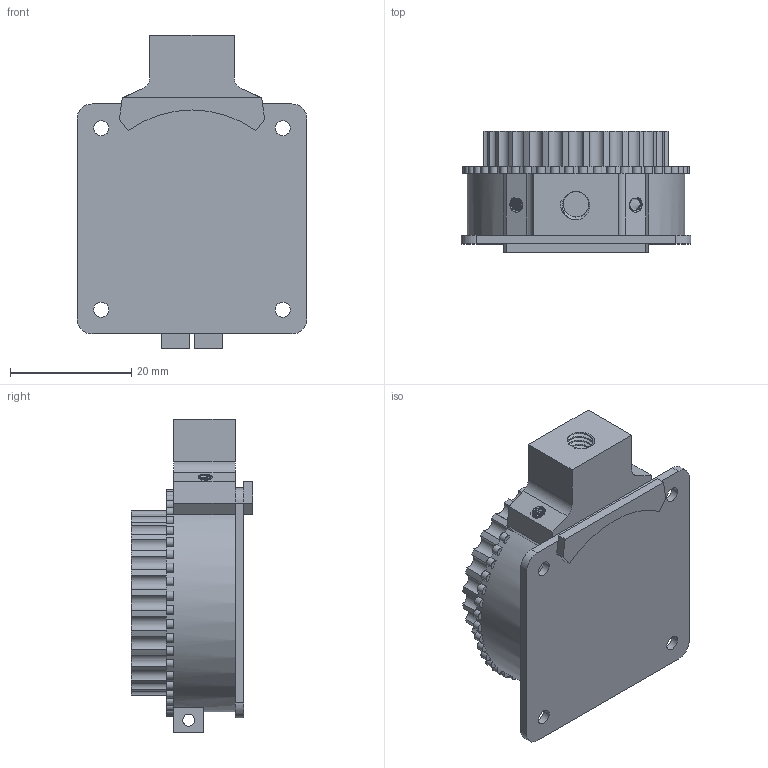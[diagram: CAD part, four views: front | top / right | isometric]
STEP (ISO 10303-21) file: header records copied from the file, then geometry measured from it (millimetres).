
FILE_DESCRIPTION(/* description */ (''),/* implementation_level */ '2;1');
FILE_NAME(/* name */ 'Raspberry Pi HQ Camera.step',/* time_stamp */ '2020-05-11T22:12:13+02:00',/* author */ (''),/* organization */ (''),/* preprocessor_version */ 'ST-DEVELOPER v18.1',/* originating_system */ 'Autodesk Translation Framework v9.2.0.1227',/* authorisation */ '');
FILE_SCHEMA (('AUTOMOTIVE_DESIGN { 1 0 10303 214 3 1 1 }'));
Length unit declared in the file: millimetre
Products named in the file (1): Raspberry Pi HQ Camera
Bounding box: 38 x 20.1 x 51.8 mm (x, y, z)
Volume: 15451.3 mm3; surface area: 13143.5 mm2
Topology: 7 solids, 7 shells, 369 faces, 1002 edges, 657 vertices
Faces by surface type: cylinder 249, plane 108, bspline 12
Full cylindrical faces by diameter (mm): 2 x2, 2.075 x22, 2.5 x4, 2.58 x20, 4.234 x9, 5 x4, 5.12 x10, 19.5 x1, 20.741 x6, 21.035 x8, 21.884 x6, 22.152 x11, 24.035 x3, 25.157 x3, 36 x1
Entity records: 21407 total; most frequent: CARTESIAN_POINT 12138, ORIENTED_EDGE 2004, DIRECTION 1857, EDGE_CURVE 1002, AXIS2_PLACEMENT_3D 732, VERTEX_POINT 657, EDGE_LOOP 395, LINE 393
